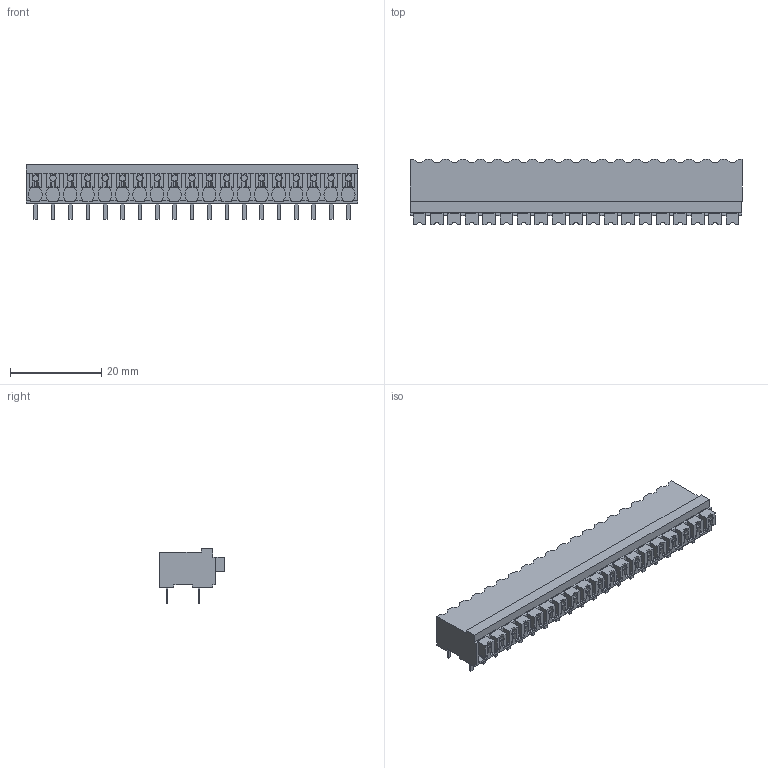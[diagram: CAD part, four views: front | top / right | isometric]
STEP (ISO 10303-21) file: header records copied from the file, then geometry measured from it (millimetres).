
FILE_DESCRIPTION(('CATIA V5 STEP Exchange','CAx-IF Rec.Pracs.--- Model Styling and Organization---1.2---2011-12-15'),'2;1');
FILE_NAME ('D1457977_0', '2018-03-22T09:35:30+00:00', ('none'), ('Weidmueller'), 'CATIA Version 5-6 Release 2014', 'CATIA V5 STEP AP214', 'none');
FILE_SCHEMA(('AUTOMOTIVE_DESIGN { 1 0 10303 214 1 1 1 1 }'));
Length unit declared in the file: millimetre
Products named in the file (1): 1871260000
Bounding box: 72.78 x 14.3 x 12 mm (x, y, z)
Volume: 6243.8 mm3; surface area: 5809.6 mm2
Topology: 58 solids, 58 shells, 1460 faces, 4114 edges, 2751 vertices
Faces by surface type: plane 1232, cylinder 228
Entity records: 45060 total; most frequent: CARTESIAN_POINT 8453, ORIENTED_EDGE 8228, DIRECTION 5768, EDGE_CURVE 4114, VECTOR 3639, LINE 3639, VERTEX_POINT 2751, EDGE_LOOP 1479
